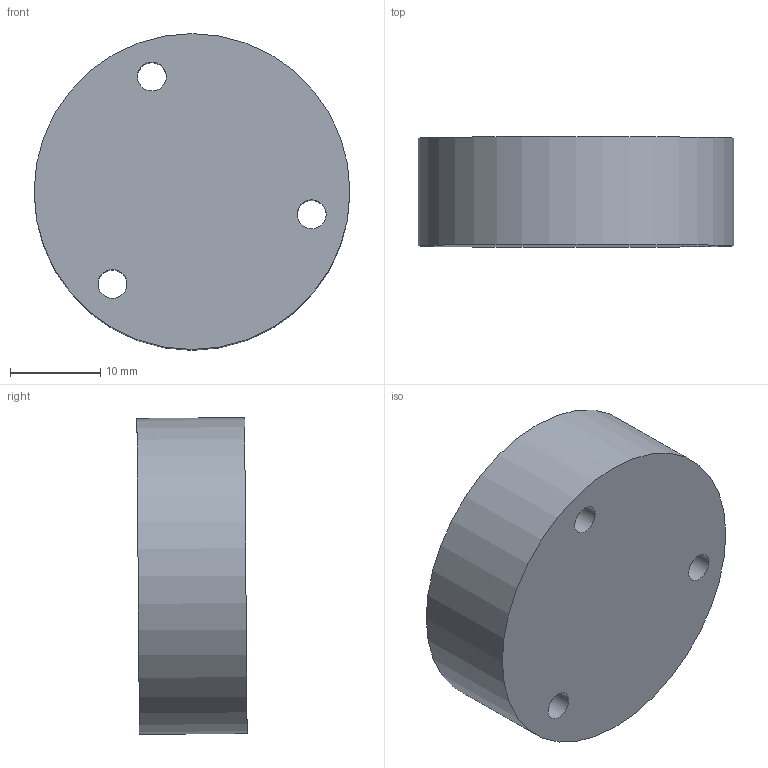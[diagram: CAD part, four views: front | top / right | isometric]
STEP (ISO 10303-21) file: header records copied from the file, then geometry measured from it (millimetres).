
FILE_DESCRIPTION(/* description */ ('','CAx-IF Rec.Pracs.---Representation and Presentation of Product Manufacturing Information (PMI)---4.0---2014-10-13'),/* implementation_level */ '2;1');
FILE_NAME(/* name */ 'mg4005_motor_mount.step',/* time_stamp */ '2025-03-09T17:14:05-04:00',/* author */ (''),/* organization */ (''),/* preprocessor_version */ 'ST-DEVELOPER v20',/* originating_system */ 'Autodesk Translation Framework v13.20.0.188',/* authorisation */ '');
FILE_SCHEMA (('AP242_MANAGED_MODEL_BASED_3D_ENGINEERING_MIM_LF { 1 0 10303 442 1 1 4 }'));
Length unit declared in the file: millimetre
Products named in the file (4): armatron_7; Wrist Joint; lower_forearm; MotorPulley
Assembly tree (3 placements, depth 4):
  armatron_7
    Wrist Joint
      lower_forearm
        MotorPulley
Bounding box: 35 x 12.21 x 35.09 mm (x, y, z)
Volume: 10772.3 mm3; surface area: 3897.9 mm2
Topology: 1 solids, 1 shells, 20 faces, 33 edges, 22 vertices
Faces by surface type: cylinder 11, plane 9
Full cylindrical faces by diameter (mm): 3.2 x3, 4 x4, 6 x3, 35 x1
Entity records: 601 total; most frequent: DIRECTION 109, CARTESIAN_POINT 82, ORIENTED_EDGE 66, AXIS2_PLACEMENT_3D 49, EDGE_LOOP 33, EDGE_CURVE 33, CIRCLE 22, VERTEX_POINT 22
